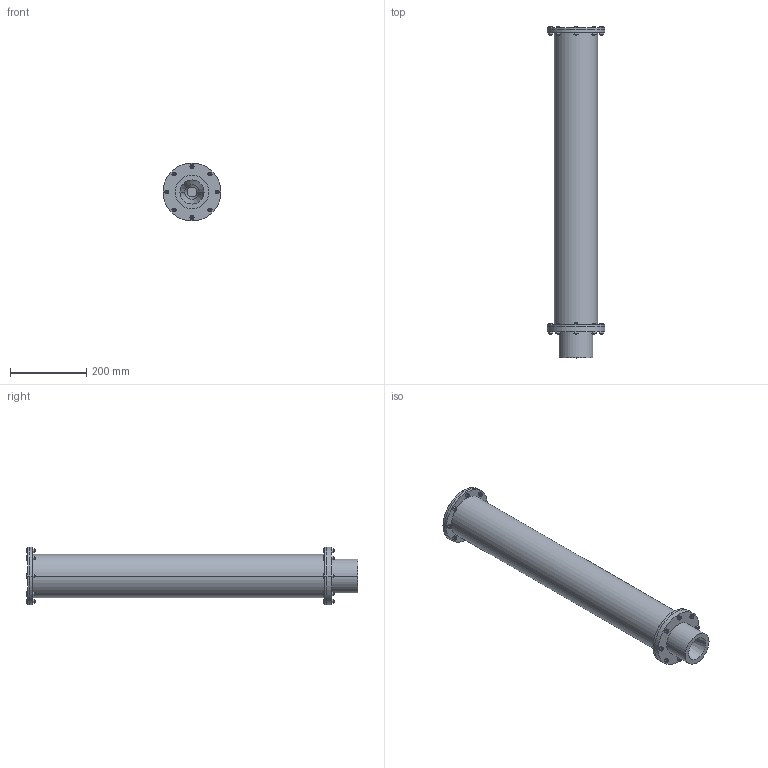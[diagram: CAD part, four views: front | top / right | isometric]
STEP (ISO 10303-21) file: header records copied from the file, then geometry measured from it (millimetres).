
FILE_DESCRIPTION((''),'2;1');
FILE_NAME('COMBUSTION_CHAMBER_ASM','2018-03-08T21:46:19',('Andrew Palmer'),(''),'CREO PARAMETRIC BY PTC INC, 2017110','CREO PARAMETRIC BY PTC INC, 2017110','');
FILE_SCHEMA(('CONFIG_CONTROL_DESIGN'));
Products named in the file (13): CHAMBER_CASE; FUEL_GRAIN; PHENOLIC_TUBE-FUEL; POSTCC_GRING; PRECC_GRING; AFT_BULKHEAD; DIN933-M6X20-8_8; ISO4032-M6-6; BJ_01_NOZZLE_GRAPHITE_INSERT; BJ_01_NOZZLE_ALUM; BJ_01_NOZZLE_ASM; DIN933-M6X25-8_8; COMBUSTION_CHAMBER_ASM
Assembly tree (41 placements, depth 3):
  COMBUSTION_CHAMBER_ASM
    CHAMBER_CASE
    FUEL_GRAIN
    PHENOLIC_TUBE-FUEL
    POSTCC_GRING
    PRECC_GRING
    AFT_BULKHEAD
    DIN933-M6X20-8_8  x8
    ISO4032-M6-6  x16
    BJ_01_NOZZLE_ASM
      BJ_01_NOZZLE_GRAPHITE_INSERT
      BJ_01_NOZZLE_ALUM
    DIN933-M6X25-8_8  x8
Bounding box: 152.4 x 873.14 x 152.4 mm (x, y, z)
Volume: 7345926.7 mm3; surface area: 1399632.4 mm2
Topology: 40 solids, 72 shells, 857 faces, 1936 edges, 1180 vertices
Faces by surface type: cone 330, plane 293, cylinder 234
Entity records: 6877 total; most frequent: CARTESIAN_POINT 1355, DIRECTION 1236, ORIENTED_EDGE 952, AXIS2_PLACEMENT_3D 537, EDGE_CURVE 482, VERTEX_POINT 308, EDGE_LOOP 290, CIRCLE 272
